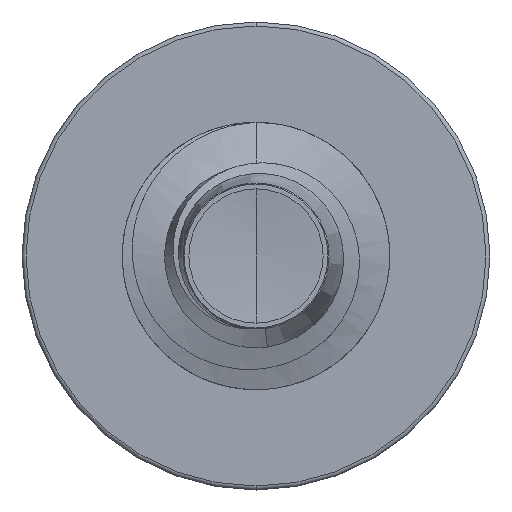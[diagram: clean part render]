
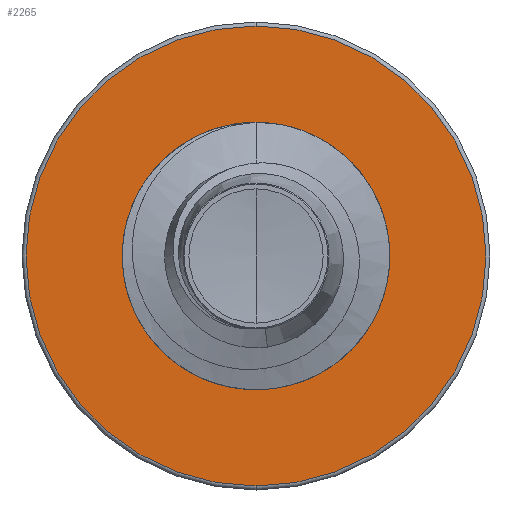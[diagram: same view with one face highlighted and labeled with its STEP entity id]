
A CAD part, front view. The second image highlights one B-rep face of the part: STEP entity #2265.
In plain terms, the highlighted planar face has unit normal (0, -1, 0).
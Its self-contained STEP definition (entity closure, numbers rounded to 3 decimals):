
#589 = CIRCLE ( 'NONE', #4720, 1.989 ) ;
#891 = AXIS2_PLACEMENT_3D ( 'NONE', #1043, #1022, #1000 ) ;
#1000 = DIRECTION ( 'NONE',  ( 0., 0., 1. ) ) ;
#1022 = DIRECTION ( 'NONE',  ( 0., 1., 0. ) ) ;
#1043 = CARTESIAN_POINT ( 'NONE',  ( 0., 8., 0. ) ) ;
#1399 = CARTESIAN_POINT ( 'NONE',  ( 0., 8., 1.989 ) ) ;
#1408 = DIRECTION ( 'NONE',  ( 0., 0., 1. ) ) ;
#1425 = DIRECTION ( 'NONE',  ( 0., 1., 0. ) ) ;
#1470 = CARTESIAN_POINT ( 'NONE',  ( 0., 8., -1.989 ) ) ;
#1488 = PLANE ( 'NONE',  #9539 ) ;
#2265 = ADVANCED_FACE ( 'NONE', ( #11574, #13304 ), #1488, .F. ) ;
#2699 = ORIENTED_EDGE ( 'NONE', *, *, #12108, .F. ) ;
#4720 = AXIS2_PLACEMENT_3D ( 'NONE', #12082, #11966, #11909 ) ;
#4961 = DIRECTION ( 'NONE',  ( 0., 0., 1. ) ) ;
#4979 = DIRECTION ( 'NONE',  ( 0., 1., 0. ) ) ;
#4986 = CARTESIAN_POINT ( 'NONE',  ( 0., 8., 0. ) ) ;
#6161 = ORIENTED_EDGE ( 'NONE', *, *, #12207, .F. ) ;
#7053 = VERTEX_POINT ( 'NONE', #9228 ) ;
#7521 = CIRCLE ( 'NONE', #891, 3.44 ) ;
#7694 = VERTEX_POINT ( 'NONE', #1399 ) ;
#8752 = CARTESIAN_POINT ( 'NONE',  ( 0., 8., 3.44 ) ) ;
#9093 = ORIENTED_EDGE ( 'NONE', *, *, #12282, .T. ) ;
#9228 = CARTESIAN_POINT ( 'NONE',  ( 0., 8., -3.44 ) ) ;
#9539 = AXIS2_PLACEMENT_3D ( 'NONE', #1470, #1425, #1408 ) ;
#10638 = CARTESIAN_POINT ( 'NONE',  ( 0., 8., -1.989 ) ) ;
#11057 = DIRECTION ( 'NONE',  ( 0., 1., 0. ) ) ;
#11109 = DIRECTION ( 'NONE',  ( 0., 0., 1. ) ) ;
#11117 = CARTESIAN_POINT ( 'NONE',  ( 0., 8., 0. ) ) ;
#11322 = ORIENTED_EDGE ( 'NONE', *, *, #11730, .T. ) ;
#11574 = FACE_OUTER_BOUND ( 'NONE', #12650, .T. ) ;
#11730 = EDGE_CURVE ( 'NONE', #12811, #7694, #13098, .T. ) ;
#11909 = DIRECTION ( 'NONE',  ( 0., 0., 1. ) ) ;
#11966 = DIRECTION ( 'NONE',  ( 0., 1., 0. ) ) ;
#12082 = CARTESIAN_POINT ( 'NONE',  ( 0., 8., 0. ) ) ;
#12108 = EDGE_CURVE ( 'NONE', #12638, #7053, #12649, .T. ) ;
#12133 = EDGE_LOOP ( 'NONE', ( #9093, #11322 ) ) ;
#12168 = AXIS2_PLACEMENT_3D ( 'NONE', #4986, #4979, #4961 ) ;
#12207 = EDGE_CURVE ( 'NONE', #7053, #12638, #7521, .T. ) ;
#12282 = EDGE_CURVE ( 'NONE', #7694, #12811, #589, .T. ) ;
#12638 = VERTEX_POINT ( 'NONE', #8752 ) ;
#12649 = CIRCLE ( 'NONE', #12168, 3.44 ) ;
#12650 = EDGE_LOOP ( 'NONE', ( #2699, #6161 ) ) ;
#12811 = VERTEX_POINT ( 'NONE', #10638 ) ;
#13098 = CIRCLE ( 'NONE', #13269, 1.989 ) ;
#13269 = AXIS2_PLACEMENT_3D ( 'NONE', #11117, #11057, #11109 ) ;
#13304 = FACE_BOUND ( 'NONE', #12133, .T. ) ;
